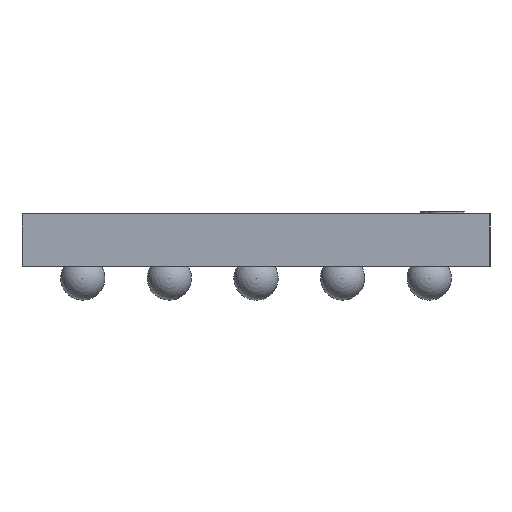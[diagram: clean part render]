
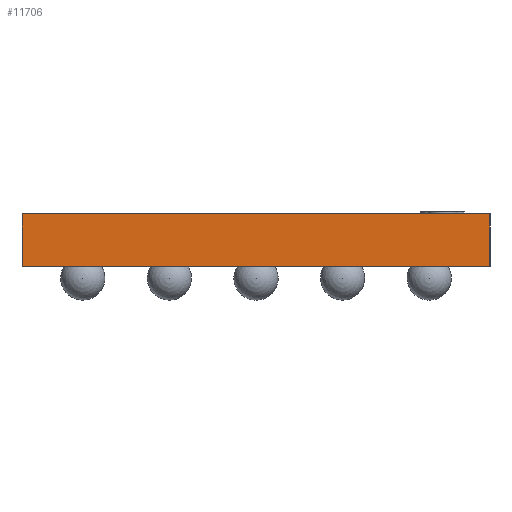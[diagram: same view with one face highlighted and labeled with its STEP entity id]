
A CAD part, left-side view. The second image highlights one B-rep face of the part: STEP entity #11706.
In plain terms, the highlighted planar face has unit normal (-1, 0, 0).
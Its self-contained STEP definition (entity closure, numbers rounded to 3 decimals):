
#136 = EDGE_CURVE ( 'NONE', #2684, #9432, #8918, .T. ) ;
#904 = CARTESIAN_POINT ( 'NONE',  ( -1.539, 1.189, 0.2 ) ) ;
#1344 = CARTESIAN_POINT ( 'NONE',  ( -1.539, 1.189, -0.069 ) ) ;
#1353 = CARTESIAN_POINT ( 'NONE',  ( -1.539, -1.189, 0.2 ) ) ;
#1413 = CARTESIAN_POINT ( 'NONE',  ( -1.539, -1.189, -0.069 ) ) ;
#1722 = CARTESIAN_POINT ( 'NONE',  ( -1.539, -1.189, -0.069 ) ) ;
#1880 = VERTEX_POINT ( 'NONE', #1413 ) ;
#1905 = VERTEX_POINT ( 'NONE', #1344 ) ;
#2684 = VERTEX_POINT ( 'NONE', #904 ) ;
#3360 = DIRECTION ( 'NONE',  ( 0., 0., -1. ) ) ;
#3549 = EDGE_CURVE ( 'NONE', #9432, #1880, #12067, .T. ) ;
#4009 = EDGE_CURVE ( 'NONE', #2684, #1905, #10720, .T. ) ;
#4111 = DIRECTION ( 'NONE',  ( 0., -1., 0. ) ) ;
#4173 = VECTOR ( 'NONE', #14291, 1000. ) ;
#5229 = ORIENTED_EDGE ( 'NONE', *, *, #3549, .F. ) ;
#5707 = VECTOR ( 'NONE', #4111, 1000. ) ;
#5721 = EDGE_CURVE ( 'NONE', #1905, #1880, #9550, .T. ) ;
#5736 = ORIENTED_EDGE ( 'NONE', *, *, #4009, .T. ) ;
#5821 = CARTESIAN_POINT ( 'NONE',  ( -1.539, 1.189, 0.2 ) ) ;
#7118 = AXIS2_PLACEMENT_3D ( 'NONE', #5821, #13570, #8142 ) ;
#7303 = VECTOR ( 'NONE', #3360, 1000. ) ;
#7788 = VECTOR ( 'NONE', #8411, 1000. ) ;
#8142 = DIRECTION ( 'NONE',  ( 0., 1., 0. ) ) ;
#8411 = DIRECTION ( 'NONE',  ( 0., 0., -1. ) ) ;
#8563 = CARTESIAN_POINT ( 'NONE',  ( -1.539, 1.189, 0.2 ) ) ;
#8918 = LINE ( 'NONE', #12020, #4173 ) ;
#8933 = FACE_OUTER_BOUND ( 'NONE', #13440, .T. ) ;
#8938 = ORIENTED_EDGE ( 'NONE', *, *, #5721, .T. ) ;
#9432 = VERTEX_POINT ( 'NONE', #13103 ) ;
#9550 = LINE ( 'NONE', #1722, #5707 ) ;
#10720 = LINE ( 'NONE', #8563, #7788 ) ;
#11085 = PLANE ( 'NONE',  #7118 ) ;
#11706 = ADVANCED_FACE ( 'NONE', ( #8933 ), #11085, .F. ) ;
#12020 = CARTESIAN_POINT ( 'NONE',  ( -1.539, 1.189, 0.2 ) ) ;
#12067 = LINE ( 'NONE', #1353, #7303 ) ;
#13028 = ORIENTED_EDGE ( 'NONE', *, *, #136, .F. ) ;
#13103 = CARTESIAN_POINT ( 'NONE',  ( -1.539, -1.189, 0.2 ) ) ;
#13440 = EDGE_LOOP ( 'NONE', ( #5736, #8938, #5229, #13028 ) ) ;
#13570 = DIRECTION ( 'NONE',  ( 1., 0., 0. ) ) ;
#14291 = DIRECTION ( 'NONE',  ( 0., -1., 0. ) ) ;
